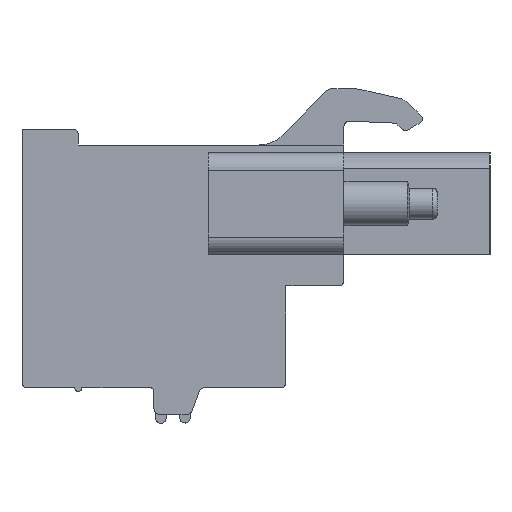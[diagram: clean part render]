
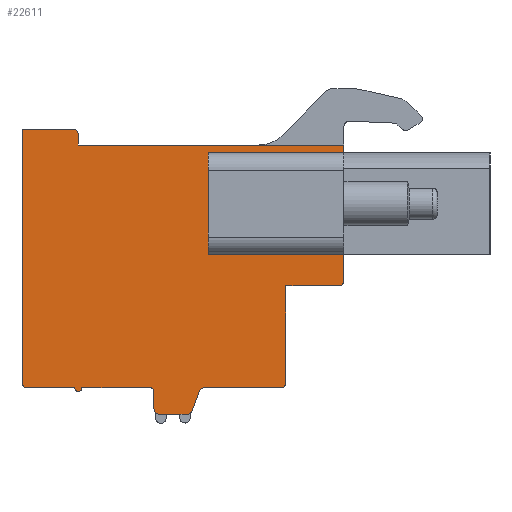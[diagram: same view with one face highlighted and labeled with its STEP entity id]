
A CAD part, left-side view. The second image highlights one B-rep face of the part: STEP entity #22611.
In plain terms, the highlighted planar face has unit normal (-1, 0, 0).
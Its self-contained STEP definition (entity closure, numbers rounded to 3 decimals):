
#3924=DIRECTION('',(0.,0.,1.));
#3925=VECTOR('',#3924,5.8);
#3926=CARTESIAN_POINT('',(-102.22,2.04,0.73));
#3927=LINE('',#3926,#3925);
#3976=DIRECTION('',(0.,0.,1.));
#3977=VECTOR('',#3976,5.8);
#3978=CARTESIAN_POINT('',(-102.22,-4.06,0.73));
#3979=LINE('',#3978,#3977);
#3980=DIRECTION('',(0.,1.,0.));
#3981=VECTOR('',#3980,6.1);
#3982=CARTESIAN_POINT('',(-102.22,-4.06,0.73));
#3983=LINE('',#3982,#3981);
#3984=DIRECTION('',(0.,1.,0.));
#3985=VECTOR('',#3984,6.1);
#3986=CARTESIAN_POINT('',(-102.22,-4.06,6.53));
#3987=LINE('',#3986,#3985);
#3988=CARTESIAN_POINT('',(-102.22,-5.36,-0.74));
#3989=DIRECTION('',(1.,0.,0.));
#3990=DIRECTION('',(0.,-1.,0.));
#3991=AXIS2_PLACEMENT_3D('',#3988,#3989,#3990);
#3993=DIRECTION('',(0.,-1.,0.));
#3994=VECTOR('',#3993,3.);
#3995=CARTESIAN_POINT('',(-102.22,-2.36,-1.04));
#3996=LINE('',#3995,#3994);
#3997=CARTESIAN_POINT('',(-102.22,-2.06,-6.54));
#3998=DIRECTION('',(1.,0.,0.));
#3999=DIRECTION('',(0.,-1.,0.));
#4000=AXIS2_PLACEMENT_3D('',#3997,#3998,#3999);
#4002=DIRECTION('',(0.,1.,0.));
#4003=VECTOR('',#4002,4.34);
#4004=CARTESIAN_POINT('',(-102.22,-2.06,-6.84));
#4005=LINE('',#4004,#4003);
#4006=CARTESIAN_POINT('',(-102.22,2.28,-7.14));
#4007=DIRECTION('',(-1.,0.,0.));
#4008=DIRECTION('',(0.,0.,1.));
#4009=AXIS2_PLACEMENT_3D('',#4006,#4007,#4008);
#4011=DIRECTION('',(0.,0.345,-0.939));
#4012=VECTOR('',#4011,1.179);
#4013=CARTESIAN_POINT('',(-102.22,2.562,-7.037));
#4014=LINE('',#4013,#4012);
#4015=CARTESIAN_POINT('',(-102.22,3.25,-8.04));
#4016=DIRECTION('',(1.,0.,0.));
#4017=DIRECTION('',(0.,-0.939,-0.345));
#4018=AXIS2_PLACEMENT_3D('',#4015,#4016,#4017);
#4020=DIRECTION('',(0.,1.,0.));
#4021=VECTOR('',#4020,1.59);
#4022=CARTESIAN_POINT('',(-102.22,3.25,-8.34));
#4023=LINE('',#4022,#4021);
#4024=CARTESIAN_POINT('',(-102.22,4.84,-8.04));
#4025=DIRECTION('',(1.,0.,0.));
#4026=DIRECTION('',(0.,0.,-1.));
#4027=AXIS2_PLACEMENT_3D('',#4024,#4025,#4026);
#4029=DIRECTION('',(0.,0.,1.));
#4030=VECTOR('',#4029,1.);
#4031=CARTESIAN_POINT('',(-102.22,5.14,-8.04));
#4032=LINE('',#4031,#4030);
#4033=CARTESIAN_POINT('',(-102.22,5.34,-7.04));
#4034=DIRECTION('',(-1.,0.,0.));
#4035=DIRECTION('',(0.,-1.,0.));
#4036=AXIS2_PLACEMENT_3D('',#4033,#4034,#4035);
#4038=DIRECTION('',(0.,1.,0.));
#4039=VECTOR('',#4038,3.9);
#4040=CARTESIAN_POINT('',(-102.22,5.34,-6.84));
#4041=LINE('',#4040,#4039);
#4042=CARTESIAN_POINT('',(-102.22,9.44,-6.84));
#4043=DIRECTION('',(1.,0.,0.));
#4044=DIRECTION('',(0.,-1.,0.));
#4045=AXIS2_PLACEMENT_3D('',#4042,#4043,#4044);
#4047=DIRECTION('',(0.,1.,0.));
#4048=VECTOR('',#4047,2.7);
#4049=CARTESIAN_POINT('',(-102.22,9.64,-6.84));
#4050=LINE('',#4049,#4048);
#4051=CARTESIAN_POINT('',(-102.22,12.34,-6.54));
#4052=DIRECTION('',(1.,0.,0.));
#4053=DIRECTION('',(0.,0.,-1.));
#4054=AXIS2_PLACEMENT_3D('',#4051,#4052,#4053);
#4056=DIRECTION('',(0.,0.,1.));
#4057=VECTOR('',#4056,14.4);
#4058=CARTESIAN_POINT('',(-102.22,12.64,-6.54));
#4059=LINE('',#4058,#4057);
#4060=DIRECTION('',(0.,-1.,0.));
#4061=VECTOR('',#4060,2.9);
#4062=CARTESIAN_POINT('',(-102.22,12.64,7.86));
#4063=LINE('',#4062,#4061);
#4064=CARTESIAN_POINT('',(-102.22,9.74,7.56));
#4065=DIRECTION('',(1.,0.,0.));
#4066=DIRECTION('',(0.,0.,1.));
#4067=AXIS2_PLACEMENT_3D('',#4064,#4065,#4066);
#4069=DIRECTION('',(0.,0.,-1.));
#4070=VECTOR('',#4069,0.6);
#4071=CARTESIAN_POINT('',(-102.22,9.44,7.56));
#4072=LINE('',#4071,#4070);
#4073=DIRECTION('',(0.,-1.,0.));
#4074=VECTOR('',#4073,15.1);
#4075=CARTESIAN_POINT('',(-102.22,9.44,6.96));
#4076=LINE('',#4075,#4074);
#4077=DIRECTION('',(0.,0.,-1.));
#4078=VECTOR('',#4077,7.7);
#4079=CARTESIAN_POINT('',(-102.22,-5.66,6.96));
#4080=LINE('',#4079,#4078);
#4093=DIRECTION('',(0.,0.,1.));
#4094=VECTOR('',#4093,5.5);
#4095=CARTESIAN_POINT('',(-102.22,-2.36,-6.54));
#4096=LINE('',#4095,#4094);
#12913=CARTESIAN_POINT('',(-102.22,9.44,6.96));
#12914=CARTESIAN_POINT('',(-102.22,-5.66,6.96));
#12915=VERTEX_POINT('',#12913);
#12916=VERTEX_POINT('',#12914);
#12917=CARTESIAN_POINT('',(-102.22,-2.36,-6.54));
#12918=CARTESIAN_POINT('',(-102.22,-2.06,-6.84));
#12919=VERTEX_POINT('',#12917);
#12920=VERTEX_POINT('',#12918);
#12921=CARTESIAN_POINT('',(-102.22,2.28,-6.84));
#12922=VERTEX_POINT('',#12921);
#12923=CARTESIAN_POINT('',(-102.22,2.562,-7.037));
#12924=VERTEX_POINT('',#12923);
#12925=CARTESIAN_POINT('',(-102.22,2.968,-8.143));
#12926=VERTEX_POINT('',#12925);
#12927=CARTESIAN_POINT('',(-102.22,3.25,-8.34));
#12928=VERTEX_POINT('',#12927);
#12929=CARTESIAN_POINT('',(-102.22,4.84,-8.34));
#12930=VERTEX_POINT('',#12929);
#12931=CARTESIAN_POINT('',(-102.22,5.14,-8.04));
#12932=VERTEX_POINT('',#12931);
#12933=CARTESIAN_POINT('',(-102.22,5.14,-7.04));
#12934=VERTEX_POINT('',#12933);
#12935=CARTESIAN_POINT('',(-102.22,5.34,-6.84));
#12936=VERTEX_POINT('',#12935);
#12937=CARTESIAN_POINT('',(-102.22,9.24,-6.84));
#12938=VERTEX_POINT('',#12937);
#12939=CARTESIAN_POINT('',(-102.22,9.64,-6.84));
#12940=VERTEX_POINT('',#12939);
#12941=CARTESIAN_POINT('',(-102.22,12.34,-6.84));
#12942=VERTEX_POINT('',#12941);
#12943=CARTESIAN_POINT('',(-102.22,12.64,-6.54));
#12944=VERTEX_POINT('',#12943);
#12945=CARTESIAN_POINT('',(-102.22,12.64,7.86));
#12946=VERTEX_POINT('',#12945);
#12947=CARTESIAN_POINT('',(-102.22,9.74,7.86));
#12948=VERTEX_POINT('',#12947);
#12949=CARTESIAN_POINT('',(-102.22,9.44,7.56));
#12950=VERTEX_POINT('',#12949);
#16611=CARTESIAN_POINT('',(-102.22,2.04,0.73));
#16612=CARTESIAN_POINT('',(-102.22,2.04,6.53));
#16613=VERTEX_POINT('',#16611);
#16614=VERTEX_POINT('',#16612);
#16647=CARTESIAN_POINT('',(-102.22,-4.06,0.73));
#16648=CARTESIAN_POINT('',(-102.22,-4.06,6.53));
#16649=VERTEX_POINT('',#16647);
#16650=VERTEX_POINT('',#16648);
#16893=CARTESIAN_POINT('',(-102.22,-5.66,-0.74));
#16894=VERTEX_POINT('',#16893);
#16895=CARTESIAN_POINT('',(-102.22,-2.36,-1.04));
#16896=VERTEX_POINT('',#16895);
#16897=CARTESIAN_POINT('',(-102.22,-5.36,-1.04));
#16898=VERTEX_POINT('',#16897);
#22555=CARTESIAN_POINT('',(-102.22,0.,0.));
#22556=DIRECTION('',(1.,0.,0.));
#22557=DIRECTION('',(0.,-1.,0.));
#22558=AXIS2_PLACEMENT_3D('',#22555,#22556,#22557);
#22559=PLANE('',#22558);
#22561=ORIENTED_EDGE('',*,*,#22560,.T.);
#22563=ORIENTED_EDGE('',*,*,#22562,.F.);
#22565=ORIENTED_EDGE('',*,*,#22564,.F.);
#22567=ORIENTED_EDGE('',*,*,#22566,.T.);
#22569=ORIENTED_EDGE('',*,*,#22568,.T.);
#22571=ORIENTED_EDGE('',*,*,#22570,.T.);
#22573=ORIENTED_EDGE('',*,*,#22572,.T.);
#22575=ORIENTED_EDGE('',*,*,#22574,.T.);
#22577=ORIENTED_EDGE('',*,*,#22576,.T.);
#22579=ORIENTED_EDGE('',*,*,#22578,.T.);
#22581=ORIENTED_EDGE('',*,*,#22580,.T.);
#22583=ORIENTED_EDGE('',*,*,#22582,.T.);
#22585=ORIENTED_EDGE('',*,*,#22584,.T.);
#22587=ORIENTED_EDGE('',*,*,#22586,.T.);
#22589=ORIENTED_EDGE('',*,*,#22588,.T.);
#22591=ORIENTED_EDGE('',*,*,#22590,.T.);
#22593=ORIENTED_EDGE('',*,*,#22592,.T.);
#22595=ORIENTED_EDGE('',*,*,#22594,.T.);
#22597=ORIENTED_EDGE('',*,*,#22596,.T.);
#22599=ORIENTED_EDGE('',*,*,#22598,.T.);
#22601=ORIENTED_EDGE('',*,*,#22600,.T.);
#22602=ORIENTED_EDGE('',*,*,#17092,.T.);
#22603=EDGE_LOOP('',(#22561,#22563,#22565,#22567,#22569,#22571,#22573,#22575,
#22577,#22579,#22581,#22583,#22585,#22587,#22589,#22591,#22593,#22595,#22597,
#22599,#22601,#22602));
#22604=FACE_OUTER_BOUND('',#22603,.F.);
#22605=ORIENTED_EDGE('',*,*,#22521,.F.);
#22606=ORIENTED_EDGE('',*,*,#22547,.T.);
#22607=ORIENTED_EDGE('',*,*,#22450,.T.);
#22608=ORIENTED_EDGE('',*,*,#22482,.F.);
#22609=EDGE_LOOP('',(#22605,#22606,#22607,#22608));
#22610=FACE_BOUND('',#22609,.F.);
#22611=ADVANCED_FACE('',(#22604,#22610),#22559,.F.);
#3992=CIRCLE('',#3991,0.3);
#4001=CIRCLE('',#4000,0.3);
#4010=CIRCLE('',#4009,0.3);
#4019=CIRCLE('',#4018,0.3);
#4028=CIRCLE('',#4027,0.3);
#4037=CIRCLE('',#4036,0.2);
#4046=CIRCLE('',#4045,0.2);
#4055=CIRCLE('',#4054,0.3);
#4068=CIRCLE('',#4067,0.3);
#17092=EDGE_CURVE('',#12916,#16894,#4080,.T.);
#22450=EDGE_CURVE('',#16650,#16614,#3987,.T.);
#22482=EDGE_CURVE('',#16613,#16614,#3927,.T.);
#22521=EDGE_CURVE('',#16649,#16613,#3983,.T.);
#22547=EDGE_CURVE('',#16649,#16650,#3979,.T.);
#22560=EDGE_CURVE('',#16894,#16898,#3992,.T.);
#22562=EDGE_CURVE('',#16896,#16898,#3996,.T.);
#22564=EDGE_CURVE('',#12919,#16896,#4096,.T.);
#22566=EDGE_CURVE('',#12919,#12920,#4001,.T.);
#22568=EDGE_CURVE('',#12920,#12922,#4005,.T.);
#22570=EDGE_CURVE('',#12922,#12924,#4010,.T.);
#22572=EDGE_CURVE('',#12924,#12926,#4014,.T.);
#22574=EDGE_CURVE('',#12926,#12928,#4019,.T.);
#22576=EDGE_CURVE('',#12928,#12930,#4023,.T.);
#22578=EDGE_CURVE('',#12930,#12932,#4028,.T.);
#22580=EDGE_CURVE('',#12932,#12934,#4032,.T.);
#22582=EDGE_CURVE('',#12934,#12936,#4037,.T.);
#22584=EDGE_CURVE('',#12936,#12938,#4041,.T.);
#22586=EDGE_CURVE('',#12938,#12940,#4046,.T.);
#22588=EDGE_CURVE('',#12940,#12942,#4050,.T.);
#22590=EDGE_CURVE('',#12942,#12944,#4055,.T.);
#22592=EDGE_CURVE('',#12944,#12946,#4059,.T.);
#22594=EDGE_CURVE('',#12946,#12948,#4063,.T.);
#22596=EDGE_CURVE('',#12948,#12950,#4068,.T.);
#22598=EDGE_CURVE('',#12950,#12915,#4072,.T.);
#22600=EDGE_CURVE('',#12915,#12916,#4076,.T.);
